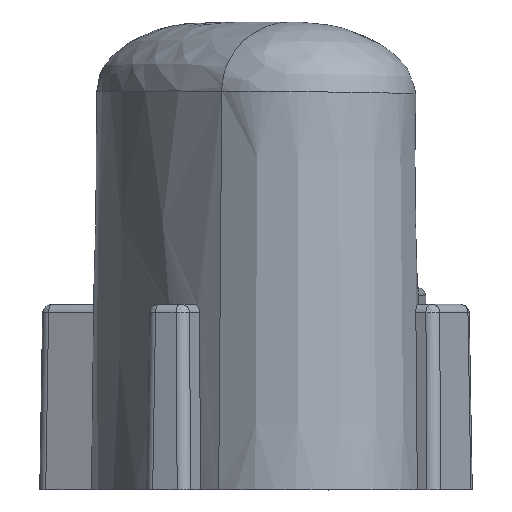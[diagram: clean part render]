
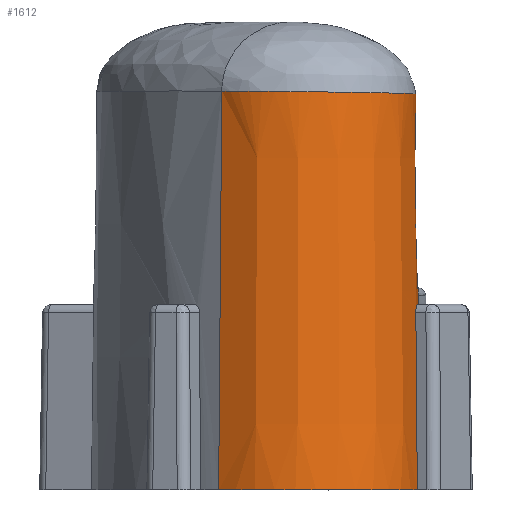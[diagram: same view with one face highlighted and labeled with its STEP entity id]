
A CAD part, left-side view. The second image highlights one B-rep face of the part: STEP entity #1612.
In plain terms, the highlighted conical face has half-angle 0.7 degrees and reference radius 3.65 mm.
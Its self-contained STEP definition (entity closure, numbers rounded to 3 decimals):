
#104=LINE('',#2727,#181);
#107=LINE('',#2843,#184);
#153=LINE('',#3528,#230);
#181=VECTOR('',#1818,10.);
#184=VECTOR('',#1833,10.);
#230=VECTOR('',#2005,10.);
#280=CIRCLE('',#1706,3.65);
#289=CIRCLE('',#1716,3.583);
#298=CIRCLE('',#1764,3.574);
#327=CONICAL_SURFACE('',#1763,3.65,0.012);
#405=FACE_OUTER_BOUND('',#505,.T.);
#505=EDGE_LOOP('',(#1424,#1425,#1426,#1427,#1428,#1429,#1430,#1431,#1432,
#1433));
#579=B_SPLINE_CURVE_WITH_KNOTS('',3,(#3370,#3371,#3372,#3373,#3374,#3375,
#3376,#3377,#3378,#3379,#3380,#3381),.UNSPECIFIED.,.F.,.F.,(4,2,2,2,2,4),
(0.079,0.088,0.097,0.107,
0.118,0.118),.UNSPECIFIED.);
#581=B_SPLINE_CURVE_WITH_KNOTS('',3,(#3392,#3393,#3394,#3395),
 .UNSPECIFIED.,.F.,.F.,(4,4),(0.,0.525),.UNSPECIFIED.);
#611=B_SPLINE_CURVE_WITH_KNOTS('',3,(#3879,#3880,#3881,#3882,#3883,#3884,
#3885,#3886,#3887,#3888,#3889,#3890,#3891,#3892,#3893,#3894,#3895,#3896,
#3897,#3898,#3899,#3900),.UNSPECIFIED.,.F.,.F.,(4,3,3,3,3,3,3,4),(-1.,
-0.945,-0.882,-0.756,-0.504,
-0.252,-0.126,0.),
 .UNSPECIFIED.);
#612=B_SPLINE_CURVE_WITH_KNOTS('',3,(#3902,#3903,#3904,#3905,#3906,#3907,
#3908),.UNSPECIFIED.,.F.,.F.,(4,1,1,1,4),(0.,0.064,0.106,
0.127,0.149),.UNSPECIFIED.);
#655=VERTEX_POINT('',#2725);
#656=VERTEX_POINT('',#2726);
#673=VERTEX_POINT('',#2825);
#674=VERTEX_POINT('',#2842);
#720=VERTEX_POINT('',#3313);
#731=VERTEX_POINT('',#3340);
#733=VERTEX_POINT('',#3343);
#739=VERTEX_POINT('',#3369);
#746=VERTEX_POINT('',#3526);
#769=VERTEX_POINT('',#3901);
#811=EDGE_CURVE('',#655,#656,#104,.T.);
#829=EDGE_CURVE('',#674,#673,#107,.T.);
#903=EDGE_CURVE('',#655,#720,#280,.T.);
#918=EDGE_CURVE('',#733,#731,#289,.T.);
#925=EDGE_CURVE('',#739,#733,#579,.T.);
#928=EDGE_CURVE('',#720,#739,#581,.T.);
#944=EDGE_CURVE('',#746,#731,#153,.T.);
#997=EDGE_CURVE('',#673,#656,#611,.T.);
#998=EDGE_CURVE('',#769,#746,#612,.T.);
#999=EDGE_CURVE('',#674,#769,#298,.T.);
#1424=ORIENTED_EDGE('',*,*,#829,.T.);
#1425=ORIENTED_EDGE('',*,*,#997,.T.);
#1426=ORIENTED_EDGE('',*,*,#811,.F.);
#1427=ORIENTED_EDGE('',*,*,#903,.T.);
#1428=ORIENTED_EDGE('',*,*,#928,.T.);
#1429=ORIENTED_EDGE('',*,*,#925,.T.);
#1430=ORIENTED_EDGE('',*,*,#918,.T.);
#1431=ORIENTED_EDGE('',*,*,#944,.F.);
#1432=ORIENTED_EDGE('',*,*,#998,.F.);
#1433=ORIENTED_EDGE('',*,*,#999,.F.);
#1612=ADVANCED_FACE('',(#405),#327,.T.);
#1706=AXIS2_PLACEMENT_3D('',#3315,#1944,#1945);
#1716=AXIS2_PLACEMENT_3D('',#3344,#1970,#1971);
#1763=AXIS2_PLACEMENT_3D('',#3878,#2098,#2099);
#1764=AXIS2_PLACEMENT_3D('',#3909,#2100,#2101);
#1818=DIRECTION('',(0.009,-0.008,1.));
#1833=DIRECTION('',(-0.006,0.011,1.));
#1944=DIRECTION('center_axis',(0.,0.,
1.));
#1945=DIRECTION('ref_axis',(-0.231,-0.973,0.));
#1970=DIRECTION('center_axis',(0.,0.,
1.));
#1971=DIRECTION('ref_axis',(0.056,-0.998,0.));
#2005=DIRECTION('',(0.041,-0.01,-0.999));
#2098=DIRECTION('center_axis',(0.,0.,-1.));
#2099=DIRECTION('ref_axis',(-0.767,-0.641,0.));
#2100=DIRECTION('center_axis',(0.,0.,
-1.));
#2101=DIRECTION('ref_axis',(0.388,-0.922,0.));
#2725=CARTESIAN_POINT('',(30.737,15.463,0.));
#2726=CARTESIAN_POINT('',(30.848,15.371,11.821));
#2727=CARTESIAN_POINT('',(30.737,15.463,0.));
#2825=CARTESIAN_POINT('',(35.272,10.077,11.725));
#2842=CARTESIAN_POINT('',(35.305,10.019,6.247));
#2843=CARTESIAN_POINT('',(35.305,10.019,6.247));
#3313=CARTESIAN_POINT('',(32.7,9.576,0.));
#3315=CARTESIAN_POINT('Origin',(33.542,13.127,0.));
#3340=CARTESIAN_POINT('',(33.744,9.55,5.5));
#3343=CARTESIAN_POINT('',(33.063,9.577,5.5));
#3344=CARTESIAN_POINT('Origin',(33.542,13.127,5.5));
#3369=CARTESIAN_POINT('',(32.799,9.619,5.253));
#3370=CARTESIAN_POINT('Ctrl Pts',(32.799,9.619,5.253));
#3371=CARTESIAN_POINT('Ctrl Pts',(32.8,9.62,5.283));
#3372=CARTESIAN_POINT('Ctrl Pts',(32.807,9.619,5.315));
#3373=CARTESIAN_POINT('Ctrl Pts',(32.832,9.614,5.374));
#3374=CARTESIAN_POINT('Ctrl Pts',(32.851,9.61,5.402));
#3375=CARTESIAN_POINT('Ctrl Pts',(32.897,9.602,5.447));
#3376=CARTESIAN_POINT('Ctrl Pts',(32.927,9.597,5.467));
#3377=CARTESIAN_POINT('Ctrl Pts',(32.993,9.587,5.494));
#3378=CARTESIAN_POINT('Ctrl Pts',(33.029,9.581,5.5));
#3379=CARTESIAN_POINT('Ctrl Pts',(33.063,9.577,5.5));
#3380=CARTESIAN_POINT('Ctrl Pts',(33.063,9.577,5.5));
#3381=CARTESIAN_POINT('Ctrl Pts',(33.063,9.577,5.5));
#3392=CARTESIAN_POINT('Ctrl Pts',(32.7,9.576,0.));
#3393=CARTESIAN_POINT('Ctrl Pts',(32.734,9.59,1.773));
#3394=CARTESIAN_POINT('Ctrl Pts',(32.767,9.605,3.524));
#3395=CARTESIAN_POINT('Ctrl Pts',(32.799,9.619,5.253));
#3526=CARTESIAN_POINT('',(33.733,9.553,5.747));
#3528=CARTESIAN_POINT('',(33.733,9.553,5.747));
#3878=CARTESIAN_POINT('Origin',(33.542,13.127,0.));
#3879=CARTESIAN_POINT('Ctrl Pts',(35.272,10.077,11.725));
#3880=CARTESIAN_POINT('Ctrl Pts',(35.043,9.947,11.726));
#3881=CARTESIAN_POINT('Ctrl Pts',(34.836,9.862,11.727));
#3882=CARTESIAN_POINT('Ctrl Pts',(34.647,9.799,11.728));
#3883=CARTESIAN_POINT('Ctrl Pts',(34.43,9.728,11.73));
#3884=CARTESIAN_POINT('Ctrl Pts',(34.225,9.682,11.731));
#3885=CARTESIAN_POINT('Ctrl Pts',(34.02,9.654,11.733));
#3886=CARTESIAN_POINT('Ctrl Pts',(33.611,9.597,11.736));
#3887=CARTESIAN_POINT('Ctrl Pts',(33.188,9.614,11.74));
#3888=CARTESIAN_POINT('Ctrl Pts',(32.783,9.704,11.745));
#3889=CARTESIAN_POINT('Ctrl Pts',(31.974,9.883,11.754));
#3890=CARTESIAN_POINT('Ctrl Pts',(31.259,10.346,11.765));
#3891=CARTESIAN_POINT('Ctrl Pts',(30.765,10.987,11.777));
#3892=CARTESIAN_POINT('Ctrl Pts',(30.271,11.627,11.788));
#3893=CARTESIAN_POINT('Ctrl Pts',(30.025,12.396,11.799));
#3894=CARTESIAN_POINT('Ctrl Pts',(30.036,13.176,11.807));
#3895=CARTESIAN_POINT('Ctrl Pts',(30.042,13.566,11.811));
#3896=CARTESIAN_POINT('Ctrl Pts',(30.113,13.954,11.814));
#3897=CARTESIAN_POINT('Ctrl Pts',(30.243,14.314,11.817));
#3898=CARTESIAN_POINT('Ctrl Pts',(30.373,14.675,11.819));
#3899=CARTESIAN_POINT('Ctrl Pts',(30.546,15.008,11.821));
#3900=CARTESIAN_POINT('Ctrl Pts',(30.848,15.371,11.821));
#3901=CARTESIAN_POINT('',(34.929,9.834,6.247));
#3902=CARTESIAN_POINT('Ctrl Pts',(34.929,9.834,6.247));
#3903=CARTESIAN_POINT('Ctrl Pts',(34.746,9.757,6.247));
#3904=CARTESIAN_POINT('Ctrl Pts',(34.432,9.654,6.198));
#3905=CARTESIAN_POINT('Ctrl Pts',(34.056,9.585,6.065));
#3906=CARTESIAN_POINT('Ctrl Pts',(33.827,9.56,5.932));
#3907=CARTESIAN_POINT('Ctrl Pts',(33.731,9.553,5.818));
#3908=CARTESIAN_POINT('Ctrl Pts',(33.733,9.553,5.747));
#3909=CARTESIAN_POINT('Origin',(33.542,13.127,6.247));
